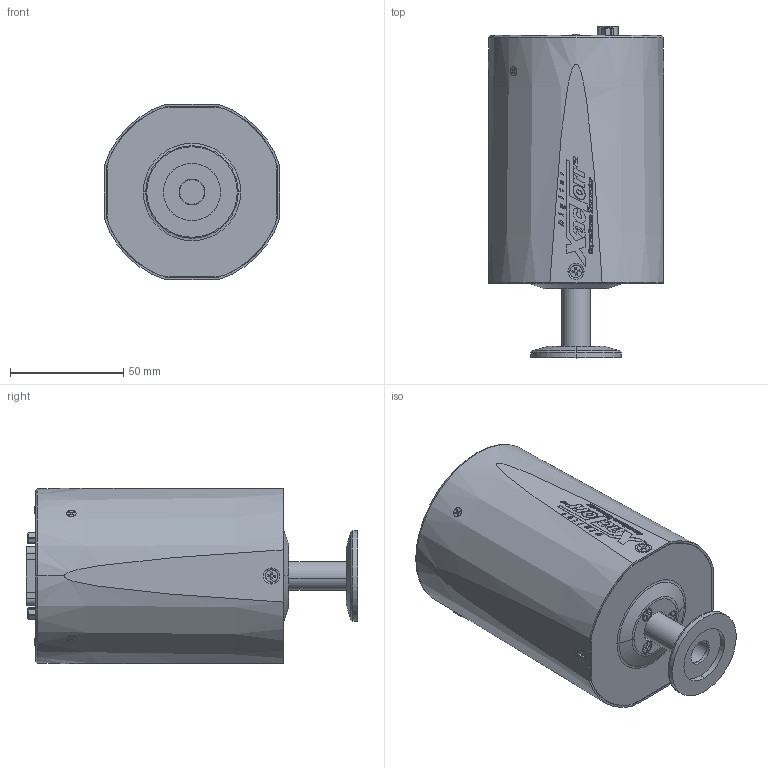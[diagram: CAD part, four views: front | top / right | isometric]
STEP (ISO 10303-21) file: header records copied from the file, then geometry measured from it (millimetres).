
FILE_DESCRIPTION (( 'STEP AP203' ), '1' );
FILE_NAME ('CMX-0-XXX-2-3.STEP', '2017-09-29T14:34:15', ( 'mrutkowski' ), ( 'Hewlett-Packard Company' ), 'SwSTEP 2.0', 'SolidWorks 2017', '' );
FILE_SCHEMA (( 'CONFIG_CONTROL_DESIGN' ));
Length unit declared in the file: inch
Products named in the file (1): CMX-0-XXX-2-3
Bounding box: 77.44 x 146.69 x 77.44 mm (x, y, z)
Surface area: 93008.7 mm2 (no closed solid volume)
Topology: 0 solids, 123 shells, 1081 faces, 7626 edges, 6466 vertices
Faces by surface type: plane 646, bspline 212, cylinder 129, cone 56, torus 34, sphere 4
Entity records: 89658 total; most frequent: CARTESIAN_POINT 37398, ORIENTED_EDGE 9586, DIRECTION 8755, EDGE_CURVE 7620, VERTEX_POINT 6466, VECTOR 5453, LINE 5453, AXIS2_PLACEMENT_3D 1651
